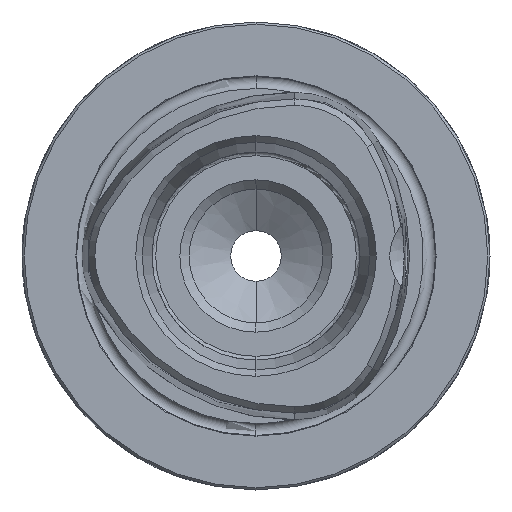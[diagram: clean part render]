
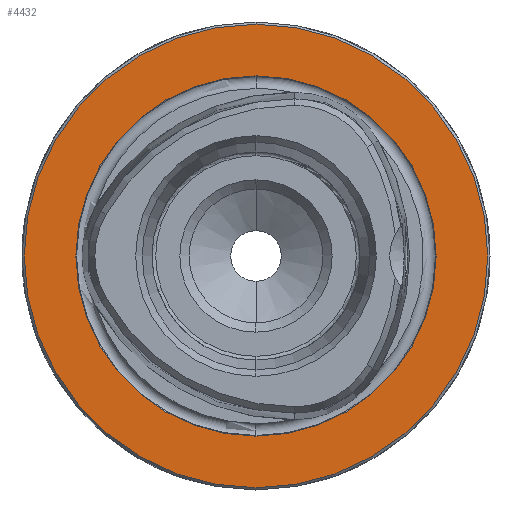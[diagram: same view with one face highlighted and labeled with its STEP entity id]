
A CAD part, left-side view. The second image highlights one B-rep face of the part: STEP entity #4432.
In plain terms, the highlighted planar face has unit normal (-1, 0, 0).
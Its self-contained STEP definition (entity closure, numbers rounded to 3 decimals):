
#43 = CIRCLE ( 'NONE', #281, 24.25 ) ;
#105 = CARTESIAN_POINT ( 'NONE',  ( 0., 0., 24.25 ) ) ;
#107 = DIRECTION ( 'NONE',  ( -1., 0., 0. ) ) ;
#168 = CARTESIAN_POINT ( 'NONE',  ( 0., 0., -24.25 ) ) ;
#177 = VERTEX_POINT ( 'NONE', #1070 ) ;
#281 = AXIS2_PLACEMENT_3D ( 'NONE', #4099, #1488, #1141 ) ;
#340 = DIRECTION ( 'NONE',  ( -1., 0., 0. ) ) ;
#476 = EDGE_LOOP ( 'NONE', ( #750, #1350 ) ) ;
#750 = ORIENTED_EDGE ( 'NONE', *, *, #3225, .F. ) ;
#813 = CARTESIAN_POINT ( 'NONE',  ( 0., 24.25, 0. ) ) ;
#991 = CARTESIAN_POINT ( 'NONE',  ( 0., 0., 0. ) ) ;
#1070 = CARTESIAN_POINT ( 'NONE',  ( 0., 0., 31.2 ) ) ;
#1141 = DIRECTION ( 'NONE',  ( 0., 0., 1. ) ) ;
#1281 = CARTESIAN_POINT ( 'NONE',  ( 0., 0., 0. ) ) ;
#1350 = ORIENTED_EDGE ( 'NONE', *, *, #3188, .F. ) ;
#1395 = VERTEX_POINT ( 'NONE', #105 ) ;
#1488 = DIRECTION ( 'NONE',  ( -1., 0., 0. ) ) ;
#1722 = AXIS2_PLACEMENT_3D ( 'NONE', #813, #2330, #2693 ) ;
#1748 = VERTEX_POINT ( 'NONE', #168 ) ;
#1971 = AXIS2_PLACEMENT_3D ( 'NONE', #1281, #107, #3082 ) ;
#2213 = EDGE_LOOP ( 'NONE', ( #3060, #4720 ) ) ;
#2287 = DIRECTION ( 'NONE',  ( 0., 0., 1. ) ) ;
#2330 = DIRECTION ( 'NONE',  ( 1., 0., 0. ) ) ;
#2500 = DIRECTION ( 'NONE',  ( 0., 0., 1. ) ) ;
#2693 = DIRECTION ( 'NONE',  ( 0., 0., -1. ) ) ;
#2790 = AXIS2_PLACEMENT_3D ( 'NONE', #4447, #340, #2287 ) ;
#2888 = CARTESIAN_POINT ( 'NONE',  ( 0., 0., -31.2 ) ) ;
#3030 = CIRCLE ( 'NONE', #2790, 24.25 ) ;
#3060 = ORIENTED_EDGE ( 'NONE', *, *, #4244, .T. ) ;
#3082 = DIRECTION ( 'NONE',  ( 0., 0., 1. ) ) ;
#3145 = CIRCLE ( 'NONE', #1971, 31.2 ) ;
#3188 = EDGE_CURVE ( 'NONE', #1748, #1395, #3030, .T. ) ;
#3225 = EDGE_CURVE ( 'NONE', #1395, #1748, #43, .T. ) ;
#3449 = FACE_OUTER_BOUND ( 'NONE', #2213, .T. ) ;
#3520 = FACE_BOUND ( 'NONE', #476, .T. ) ;
#3832 = PLANE ( 'NONE',  #1722 ) ;
#4059 = AXIS2_PLACEMENT_3D ( 'NONE', #991, #4336, #2500 ) ;
#4099 = CARTESIAN_POINT ( 'NONE',  ( 0., 0., 0. ) ) ;
#4186 = VERTEX_POINT ( 'NONE', #2888 ) ;
#4244 = EDGE_CURVE ( 'NONE', #4186, #177, #4674, .T. ) ;
#4336 = DIRECTION ( 'NONE',  ( -1., 0., 0. ) ) ;
#4432 = ADVANCED_FACE ( 'NONE', ( #3520, #3449 ), #3832, .F. ) ;
#4447 = CARTESIAN_POINT ( 'NONE',  ( 0., 0., 0. ) ) ;
#4674 = CIRCLE ( 'NONE', #4059, 31.2 ) ;
#4720 = ORIENTED_EDGE ( 'NONE', *, *, #4858, .T. ) ;
#4858 = EDGE_CURVE ( 'NONE', #177, #4186, #3145, .T. ) ;
